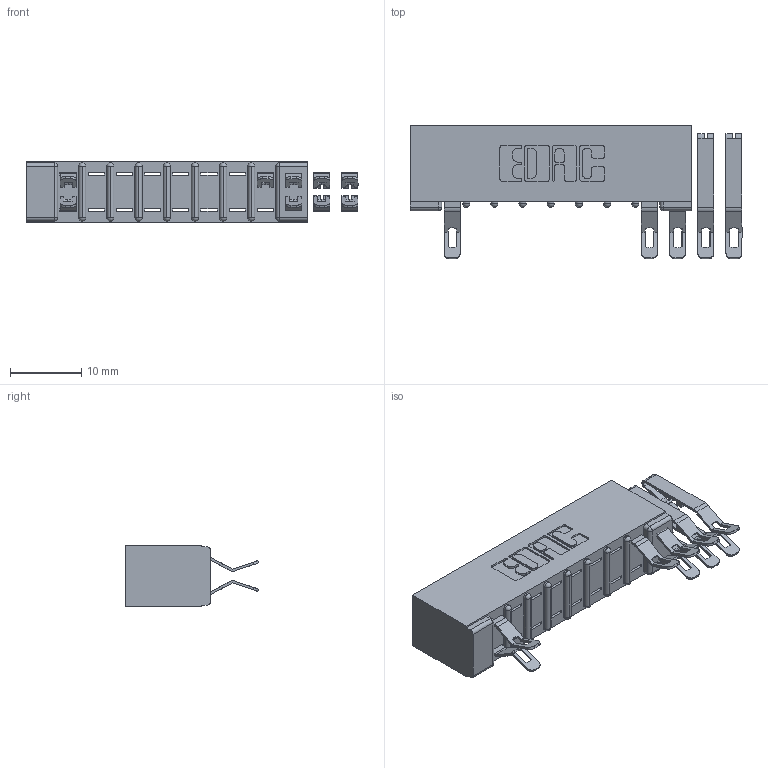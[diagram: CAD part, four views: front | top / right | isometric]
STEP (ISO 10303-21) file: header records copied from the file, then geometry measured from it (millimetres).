
FILE_DESCRIPTION (( 'STEP AP203' ), '1' );
FILE_NAME ('357-022-555-201.STEP', '2018-08-08T22:51:49', ( '' ), ( '' ), 'SwSTEP 2.0', 'SolidWorks 2016', '' );
FILE_SCHEMA (( 'CONFIG_CONTROL_DESIGN' ));
Length unit declared in the file: inch
Products named in the file (3): 307 Part_No Mounting Lugs; 307-290-001_555; 357-022-555-201
Assembly tree (10 placements, depth 2):
  357-022-555-201
    307 Part_No Mounting Lugs
    307-290-001_555  x9
Bounding box: 46.67 x 18.75 x 8.71 mm (x, y, z)
Volume: 2759.4 mm3; surface area: 4227.2 mm2
Topology: 10 solids, 10 shells, 738 faces, 2152 edges, 1396 vertices
Faces by surface type: plane 414, cylinder 306, sphere 18
Entity records: 11341 total; most frequent: CARTESIAN_POINT 1897, ORIENTED_EDGE 1884, DIRECTION 1872, EDGE_CURVE 942, LINE 698, VECTOR 698, VERTEX_POINT 612, AXIS2_PLACEMENT_3D 587
